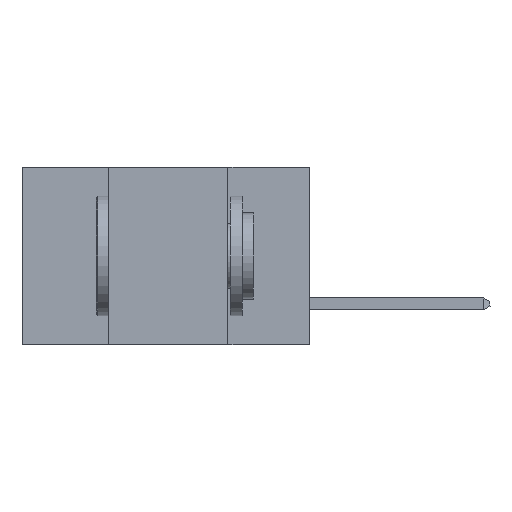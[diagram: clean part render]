
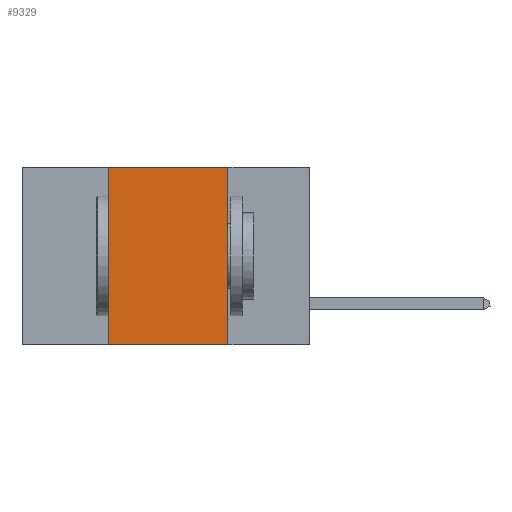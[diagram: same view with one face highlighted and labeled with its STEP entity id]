
A CAD part, left-side view. The second image highlights one B-rep face of the part: STEP entity #9329.
In plain terms, the highlighted planar face has unit normal (-1, 0, 0).
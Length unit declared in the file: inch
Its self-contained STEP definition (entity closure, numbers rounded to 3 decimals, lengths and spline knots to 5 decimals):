
#449 = VERTEX_POINT ( 'NONE', #5496 ) ;
#549 = PLANE ( 'NONE',  #9035 ) ;
#774 = ORIENTED_EDGE ( 'NONE', *, *, #2787, .F. ) ;
#790 = EDGE_CURVE ( 'NONE', #6736, #6725, #6620, .T. ) ;
#1514 = DIRECTION ( 'NONE',  ( 0., 0., -1. ) ) ;
#1878 = DIRECTION ( 'NONE',  ( 0., 0., -1. ) ) ;
#2176 = VECTOR ( 'NONE', #1878, 39.37008 ) ;
#2289 = VECTOR ( 'NONE', #9419, 39.37008 ) ;
#2533 = VECTOR ( 'NONE', #8136, 39.37008 ) ;
#2681 = EDGE_CURVE ( 'NONE', #449, #6736, #3173, .T. ) ;
#2787 = EDGE_CURVE ( 'NONE', #4624, #449, #9845, .T. ) ;
#3049 = DIRECTION ( 'NONE',  ( 1., 0., 0. ) ) ;
#3173 = LINE ( 'NONE', #7698, #8151 ) ;
#3523 = CARTESIAN_POINT ( 'NONE',  ( 0., 0.17, 0. ) ) ;
#3555 = DIRECTION ( 'NONE',  ( 0., -1., 0. ) ) ;
#4528 = LINE ( 'NONE', #7948, #2289 ) ;
#4624 = VERTEX_POINT ( 'NONE', #7391 ) ;
#5496 = CARTESIAN_POINT ( 'NONE',  ( 0., 0.42, 0. ) ) ;
#6620 = LINE ( 'NONE', #3523, #2176 ) ;
#6725 = VERTEX_POINT ( 'NONE', #8670 ) ;
#6736 = VERTEX_POINT ( 'NONE', #7859 ) ;
#7313 = CARTESIAN_POINT ( 'NONE',  ( 0., 0.42, 0. ) ) ;
#7391 = CARTESIAN_POINT ( 'NONE',  ( 0., 0.42, -0.37 ) ) ;
#7698 = CARTESIAN_POINT ( 'NONE',  ( 0., 0.6, 0. ) ) ;
#7859 = CARTESIAN_POINT ( 'NONE',  ( 0., 0.17, 0. ) ) ;
#7948 = CARTESIAN_POINT ( 'NONE',  ( 0., 0.6, -0.37 ) ) ;
#8134 = EDGE_CURVE ( 'NONE', #4624, #6725, #4528, .T. ) ;
#8136 = DIRECTION ( 'NONE',  ( 0., 0., 1. ) ) ;
#8151 = VECTOR ( 'NONE', #3555, 39.37008 ) ;
#8175 = CARTESIAN_POINT ( 'NONE',  ( 0., 0.6, 0. ) ) ;
#8670 = CARTESIAN_POINT ( 'NONE',  ( 0., 0.17, -0.37 ) ) ;
#8699 = EDGE_LOOP ( 'NONE', ( #8948, #10465, #774, #8811 ) ) ;
#8794 = FACE_OUTER_BOUND ( 'NONE', #8699, .T. ) ;
#8811 = ORIENTED_EDGE ( 'NONE', *, *, #8134, .T. ) ;
#8948 = ORIENTED_EDGE ( 'NONE', *, *, #790, .F. ) ;
#9035 = AXIS2_PLACEMENT_3D ( 'NONE', #8175, #3049, #1514 ) ;
#9329 = ADVANCED_FACE ( 'NONE', ( #8794 ), #549, .F. ) ;
#9419 = DIRECTION ( 'NONE',  ( 0., -1., 0. ) ) ;
#9845 = LINE ( 'NONE', #7313, #2533 ) ;
#10465 = ORIENTED_EDGE ( 'NONE', *, *, #2681, .F. ) ;
